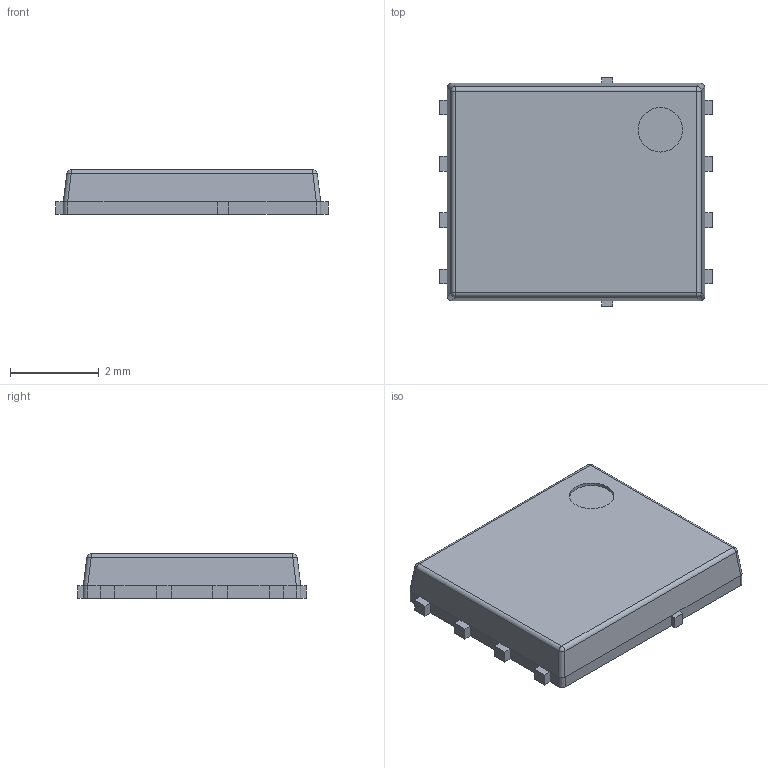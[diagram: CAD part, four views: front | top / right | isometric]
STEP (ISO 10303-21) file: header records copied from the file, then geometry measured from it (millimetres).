
FILE_DESCRIPTION(/* description */ ('Unknown'),/* implementation_level */ '2;1');
FILE_NAME(/* name */ 'DMPH6050SPD-13',/* time_stamp */ '2024-03-21T09:38:25+02:00',/* author */ ('Unknown'),/* organization */ ('Unknown'),/* preprocessor_version */ 'ST-DEVELOPER v18.102',/* originating_system */ 'Solid Edge',/* authorisation */ 'Unknown');
FILE_SCHEMA (('AUTOMOTIVE_DESIGN {1 0 10303 214 3 1 1}'));
Length unit declared in the file: millimetre
Products named in the file (1): DMPH6050SPD-13
Bounding box: 6.15 x 5.15 x 1 mm (x, y, z)
Volume: 27.8 mm3; surface area: 77.6 mm2
Topology: 1 solids, 1 shells, 88 faces, 273 edges, 184 vertices
Faces by surface type: plane 71, cylinder 13, sphere 4
Full cylindrical faces by diameter (mm): 1 x1
Entity records: 3630 total; most frequent: CARTESIAN_POINT 541, ORIENTED_EDGE 536, DIRECTION 476, EDGE_CURVE 268, LINE 238, VECTOR 238, VERTEX_POINT 184, AXIS2_PLACEMENT_3D 119
